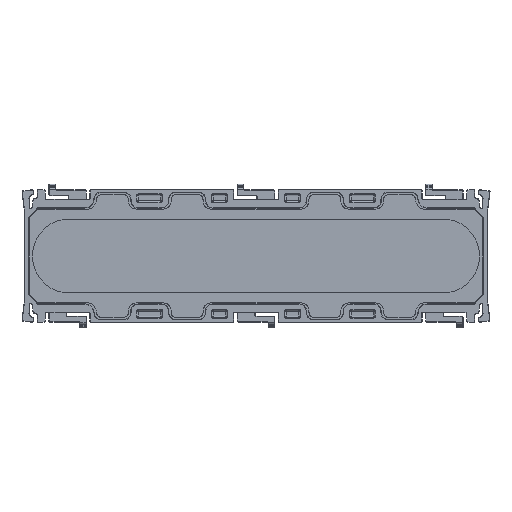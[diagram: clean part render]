
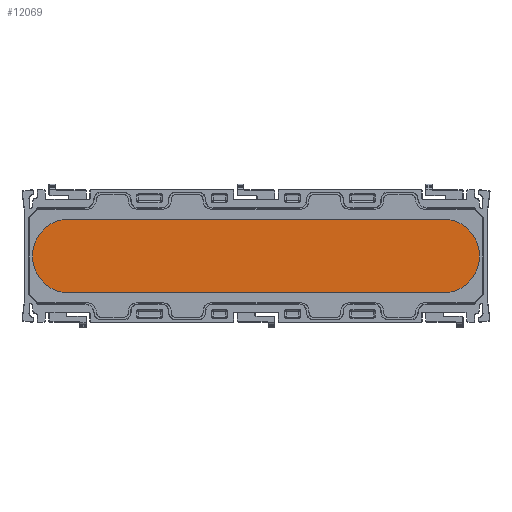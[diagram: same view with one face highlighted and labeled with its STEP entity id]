
A CAD part, front view. The second image highlights one B-rep face of the part: STEP entity #12069.
In plain terms, the highlighted planar face has unit normal (0, -1, 0).
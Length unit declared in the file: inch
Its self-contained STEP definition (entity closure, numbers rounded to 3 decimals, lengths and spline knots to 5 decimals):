
#1074 = CARTESIAN_POINT ( 'NONE',  ( -0.27081, -0.02559, -1.18263 ) ) ;
#2185 = ORIENTED_EDGE ( 'NONE', *, *, #35444, .T. ) ;
#2650 = CARTESIAN_POINT ( 'NONE',  ( -0.0478, -0.02559, -0.9599 ) ) ;
#4684 = EDGE_CURVE ( 'NONE', #27799, #30399, #32850, .T. ) ;
#4764 = LINE ( 'NONE', #10365, #24609 ) ;
#5506 = LINE ( 'NONE', #26824, #36929 ) ;
#6066 = VERTEX_POINT ( 'NONE', #2650 ) ;
#6732 = EDGE_CURVE ( 'NONE', #11779, #16675, #5506, .T. ) ;
#6894 = VERTEX_POINT ( 'NONE', #18486 ) ;
#7003 = DIRECTION ( 'NONE',  ( 1., 0., 0. ) ) ;
#7071 = VECTOR ( 'NONE', #7003, 39.37008 ) ;
#7172 = CARTESIAN_POINT ( 'NONE',  ( -0.27081, -0.02559, -0.21941 ) ) ;
#7453 = CARTESIAN_POINT ( 'NONE',  ( -0.0478, -0.02559, -0.44215 ) ) ;
#8045 = VECTOR ( 'NONE', #31270, 39.37008 ) ;
#8936 = ORIENTED_EDGE ( 'NONE', *, *, #21923, .T. ) ;
#9653 = CARTESIAN_POINT ( 'NONE',  ( -4.8436, -0.02559, -0.35194 ) ) ;
#10365 = CARTESIAN_POINT ( 'NONE',  ( -4.8436, -0.02559, -0.35194 ) ) ;
#10635 = DIRECTION ( 'NONE',  ( 0., 0., -1. ) ) ;
#10688 = ORIENTED_EDGE ( 'NONE', *, *, #6732, .T. ) ;
#10756 = ORIENTED_EDGE ( 'NONE', *, *, #35550, .T. ) ;
#10782 = CARTESIAN_POINT ( 'NONE',  ( -4.6206, -0.02559, -1.18263 ) ) ;
#11318 = ORIENTED_EDGE ( 'NONE', *, *, #23034, .T. ) ;
#11779 = VERTEX_POINT ( 'NONE', #25765 ) ;
#12069 = ADVANCED_FACE ( 'NONE', ( #36882 ), #15195, .F. ) ;
#12164 = EDGE_CURVE ( 'NONE', #16675, #6894, #34289, .T. ) ;
#12569 = ORIENTED_EDGE ( 'NONE', *, *, #4684, .T. ) ;
#12981 = DIRECTION ( 'NONE',  ( 0., 0., 1. ) ) ;
#14550 = CARTESIAN_POINT ( 'NONE',  ( -4.71123, -0.02559, -0.21941 ) ) ;
#15175 = VERTEX_POINT ( 'NONE', #18282 ) ;
#15195 = PLANE ( 'NONE',  #28051 ) ;
#15343 = DIRECTION ( 'NONE',  ( -1., 0., 0. ) ) ;
#16422 = CARTESIAN_POINT ( 'NONE',  ( -4.8436, -0.02559, -0.9599 ) ) ;
#16614 = LINE ( 'NONE', #16422, #17450 ) ;
#16675 = VERTEX_POINT ( 'NONE', #35928 ) ;
#16727 = VERTEX_POINT ( 'NONE', #9653 ) ;
#17450 = VECTOR ( 'NONE', #10635, 39.37008 ) ;
#18282 = CARTESIAN_POINT ( 'NONE',  ( -0.0478, -0.02559, -0.44215 ) ) ;
#18291 = ORIENTED_EDGE ( 'NONE', *, *, #24544, .T. ) ;
#18486 = CARTESIAN_POINT ( 'NONE',  ( -0.27081, -0.02559, -1.18263 ) ) ;
#19801 = EDGE_LOOP ( 'NONE', ( #10688, #37822, #11318, #8936, #2185, #12569, #10756, #18291 ) ) ;
#21763 = DIRECTION ( 'NONE',  ( 0., 1., 0. ) ) ;
#21923 = EDGE_CURVE ( 'NONE', #6066, #15175, #32337, .T. ) ;
#22226 = VECTOR ( 'NONE', #15343, 39.37008 ) ;
#23034 = EDGE_CURVE ( 'NONE', #6894, #6066, #25201, .T. ) ;
#24544 = EDGE_CURVE ( 'NONE', #16727, #11779, #16614, .T. ) ;
#24609 = VECTOR ( 'NONE', #25511, 39.37008 ) ;
#25201 = LINE ( 'NONE', #1074, #33271 ) ;
#25316 = LINE ( 'NONE', #7172, #8045 ) ;
#25511 = DIRECTION ( 'NONE',  ( -0.707, 0., -0.708 ) ) ;
#25765 = CARTESIAN_POINT ( 'NONE',  ( -4.8436, -0.02559, -0.9599 ) ) ;
#26824 = CARTESIAN_POINT ( 'NONE',  ( -4.8436, -0.02559, -0.9599 ) ) ;
#27331 = CARTESIAN_POINT ( 'NONE',  ( -2.4457, -0.02559, -0.70102 ) ) ;
#27498 = CARTESIAN_POINT ( 'NONE',  ( -0.27081, -0.02559, -0.21941 ) ) ;
#27799 = VERTEX_POINT ( 'NONE', #27498 ) ;
#27982 = DIRECTION ( 'NONE',  ( 0.708, 0., 0.707 ) ) ;
#28051 = AXIS2_PLACEMENT_3D ( 'NONE', #27331, #21763, #12981 ) ;
#28257 = VECTOR ( 'NONE', #37923, 39.37008 ) ;
#30399 = VERTEX_POINT ( 'NONE', #37058 ) ;
#31270 = DIRECTION ( 'NONE',  ( -0.708, 0., 0.707 ) ) ;
#32337 = LINE ( 'NONE', #7453, #28257 ) ;
#32850 = LINE ( 'NONE', #14550, #22226 ) ;
#32992 = DIRECTION ( 'NONE',  ( 0.708, 0., -0.707 ) ) ;
#33271 = VECTOR ( 'NONE', #27982, 39.37008 ) ;
#34289 = LINE ( 'NONE', #10782, #7071 ) ;
#35444 = EDGE_CURVE ( 'NONE', #15175, #27799, #25316, .T. ) ;
#35550 = EDGE_CURVE ( 'NONE', #30399, #16727, #4764, .T. ) ;
#35928 = CARTESIAN_POINT ( 'NONE',  ( -4.6206, -0.02559, -1.18263 ) ) ;
#36882 = FACE_OUTER_BOUND ( 'NONE', #19801, .T. ) ;
#36929 = VECTOR ( 'NONE', #32992, 39.37008 ) ;
#37058 = CARTESIAN_POINT ( 'NONE',  ( -4.71123, -0.02559, -0.21941 ) ) ;
#37822 = ORIENTED_EDGE ( 'NONE', *, *, #12164, .T. ) ;
#37923 = DIRECTION ( 'NONE',  ( 0., 0., 1. ) ) ;
